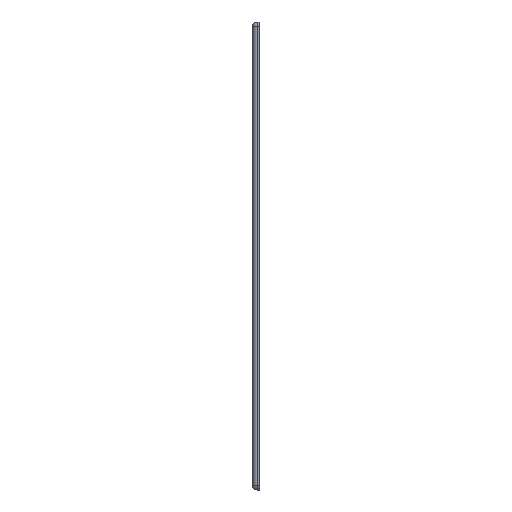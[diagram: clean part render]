
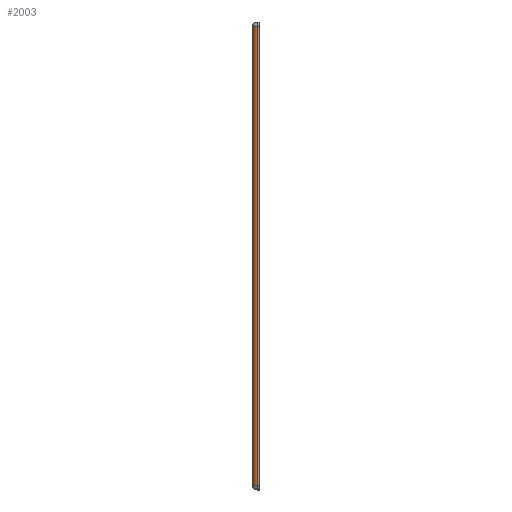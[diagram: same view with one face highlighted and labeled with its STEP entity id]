
A CAD part, left-side view. The second image highlights one B-rep face of the part: STEP entity #2003.
In plain terms, the highlighted cylindrical face has radius 1 mm (diameter 2 mm), a partial arc.
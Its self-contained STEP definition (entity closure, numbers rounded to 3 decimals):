
#107=LINE('',#2970,#311);
#108=LINE('',#2971,#312);
#311=VECTOR('',#2365,10.);
#312=VECTOR('',#2366,10.);
#512=CYLINDRICAL_SURFACE('',#2135,1.);
#563=FACE_OUTER_BOUND('',#669,.T.);
#669=EDGE_LOOP('',(#1414,#1415,#1416,#1417));
#801=CIRCLE('',#2118,1.);
#811=CIRCLE('',#2132,1.);
#897=VERTEX_POINT('',#2931);
#898=VERTEX_POINT('',#2932);
#908=VERTEX_POINT('',#2958);
#909=VERTEX_POINT('',#2960);
#1093=EDGE_CURVE('',#897,#898,#801,.F.);
#1107=EDGE_CURVE('',#908,#909,#811,.F.);
#1111=EDGE_CURVE('',#898,#908,#107,.T.);
#1112=EDGE_CURVE('',#909,#897,#108,.T.);
#1414=ORIENTED_EDGE('',*,*,#1093,.T.);
#1415=ORIENTED_EDGE('',*,*,#1111,.T.);
#1416=ORIENTED_EDGE('',*,*,#1107,.T.);
#1417=ORIENTED_EDGE('',*,*,#1112,.T.);
#2003=ADVANCED_FACE('',(#563),#512,.T.);
#2118=AXIS2_PLACEMENT_3D('',#2933,#2323,#2324);
#2132=AXIS2_PLACEMENT_3D('',#2962,#2355,#2356);
#2135=AXIS2_PLACEMENT_3D('',#2969,#2363,#2364);
#2323=DIRECTION('center_axis',(0.,0.,1.));
#2324=DIRECTION('ref_axis',(-1.,0.,0.));
#2355=DIRECTION('center_axis',(0.,0.,-1.));
#2356=DIRECTION('ref_axis',(0.,1.,0.));
#2363=DIRECTION('center_axis',(0.,0.,1.));
#2364=DIRECTION('ref_axis',(-0.707,0.707,0.));
#2365=DIRECTION('',(0.,0.,-1.));
#2366=DIRECTION('',(0.,0.,1.));
#2931=CARTESIAN_POINT('',(0.,0.5,103.7));
#2932=CARTESIAN_POINT('',(1.,1.5,103.7));
#2933=CARTESIAN_POINT('Origin',(1.,0.5,103.7));
#2958=CARTESIAN_POINT('',(1.,1.5,1.));
#2960=CARTESIAN_POINT('',(0.,0.5,1.));
#2962=CARTESIAN_POINT('Origin',(1.,0.5,1.));
#2969=CARTESIAN_POINT('Origin',(1.,0.5,26.175));
#2970=CARTESIAN_POINT('',(1.,1.5,26.175));
#2971=CARTESIAN_POINT('',(0.,0.5,26.175));
